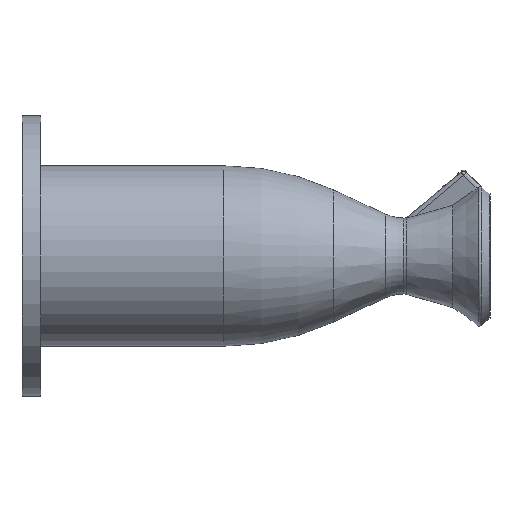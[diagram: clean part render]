
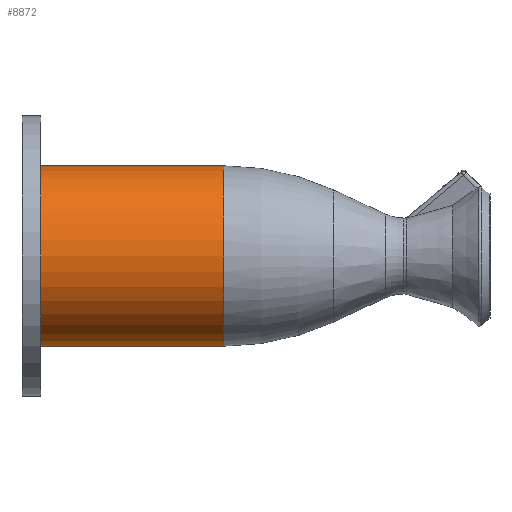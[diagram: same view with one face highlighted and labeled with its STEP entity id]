
A CAD part, front view. The second image highlights one B-rep face of the part: STEP entity #8872.
In plain terms, the highlighted cylindrical face has radius 38.63 mm (diameter 77.26 mm), a full revolution.
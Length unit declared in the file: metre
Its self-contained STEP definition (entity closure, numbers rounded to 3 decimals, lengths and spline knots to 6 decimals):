
#2151=CYLINDRICAL_SURFACE('',#9280,0.03863);
#4148=ORIENTED_EDGE('',*,*,#6051,.F.);
#4149=ORIENTED_EDGE('',*,*,#5095,.T.);
#5095=EDGE_CURVE('',#6388,#6388,#7212,.F.);
#6051=EDGE_CURVE('',#7033,#7033,#7229,.T.);
#6388=VERTEX_POINT('',#11315);
#7033=VERTEX_POINT('',#41068);
#7212=CIRCLE('',#9073,0.03863);
#7229=CIRCLE('',#9279,0.03863);
#7719=EDGE_LOOP('',(#4148));
#7720=EDGE_LOOP('',(#4149));
#8330=FACE_BOUND('',#7719,.T.);
#8331=FACE_BOUND('',#7720,.T.);
#8872=ADVANCED_FACE('',(#8330,#8331),#2151,.T.);
#9073=AXIS2_PLACEMENT_3D('',#11314,#9571,#9572);
#9279=AXIS2_PLACEMENT_3D('',#41067,#10576,#10577);
#9280=AXIS2_PLACEMENT_3D('',#41069,#10578,#10579);
#9571=DIRECTION('',(-1.,0.,0.));
#9572=DIRECTION('',(0.,0.,1.));
#10576=DIRECTION('',(1.,0.,0.));
#10577=DIRECTION('',(0.,0.,-1.));
#10578=DIRECTION('',(1.,0.,0.));
#10579=DIRECTION('',(0.,0.,-1.));
#11314=CARTESIAN_POINT('',(0.,0.,0.));
#11315=CARTESIAN_POINT('',(0.,0.,0.03863));
#41067=CARTESIAN_POINT('',(0.07846,0.,0.));
#41068=CARTESIAN_POINT('',(0.07846,0.,-0.03863));
#41069=CARTESIAN_POINT('',(0.07846,0.,0.));
